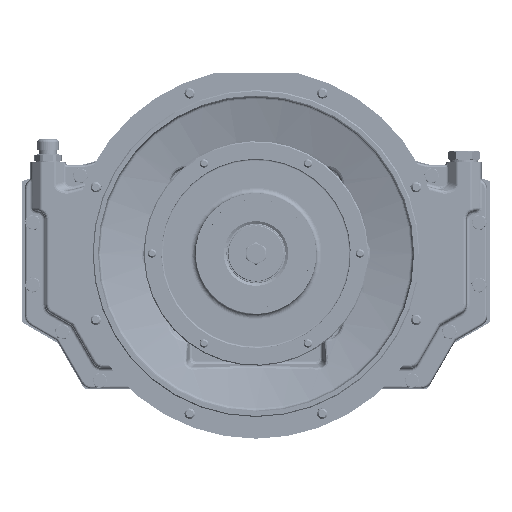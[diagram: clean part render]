
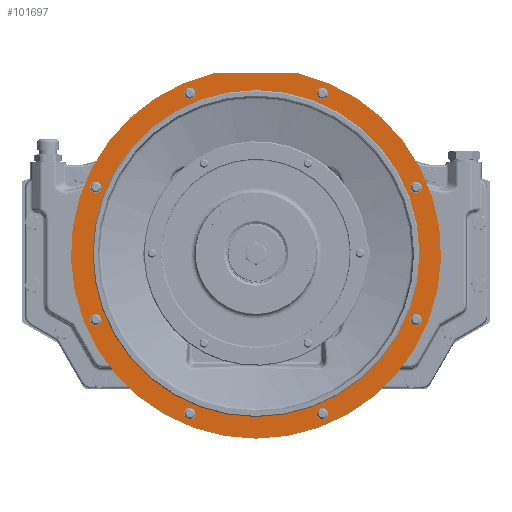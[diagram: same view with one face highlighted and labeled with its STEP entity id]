
A CAD part, top view. The second image highlights one B-rep face of the part: STEP entity #101697.
In plain terms, the highlighted planar face has unit normal (0, 0, 1).
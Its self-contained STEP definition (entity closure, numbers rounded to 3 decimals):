
#897 = ORIENTED_EDGE ( 'NONE', *, *, #92357, .F. ) ;
#1391 = ORIENTED_EDGE ( 'NONE', *, *, #194092, .F. ) ;
#1613 = AXIS2_PLACEMENT_3D ( 'NONE', #130222, #18054, #149033 ) ;
#2432 = VERTEX_POINT ( 'NONE', #242066 ) ;
#4520 = AXIS2_PLACEMENT_3D ( 'NONE', #82312, #212903, #101068 ) ;
#6274 = DIRECTION ( 'NONE',  ( -1., 0., 0. ) ) ;
#7481 = CARTESIAN_POINT ( 'NONE',  ( -148.497, -63.788, 0. ) ) ;
#7849 = CIRCLE ( 'NONE', #4520, 5.5 ) ;
#11799 = VECTOR ( 'NONE', #6274, 1000. ) ;
#15258 = AXIS2_PLACEMENT_3D ( 'NONE', #109294, #240017, #128077 ) ;
#17617 = LINE ( 'NONE', #80823, #11799 ) ;
#18021 = EDGE_LOOP ( 'NONE', ( #183519 ) ) ;
#18054 = DIRECTION ( 'NONE',  ( 0., 0., 1. ) ) ;
#20015 = ORIENTED_EDGE ( 'NONE', *, *, #108550, .F. ) ;
#20492 = CARTESIAN_POINT ( 'NONE',  ( 63.788, -153.997, 0. ) ) ;
#24170 = VERTEX_POINT ( 'NONE', #7481 ) ;
#25020 = FACE_BOUND ( 'NONE', #190585, .T. ) ;
#29913 = CARTESIAN_POINT ( 'NONE',  ( 153.997, 63.788, 0. ) ) ;
#30625 = EDGE_LOOP ( 'NONE', ( #134066 ) ) ;
#30878 = FACE_BOUND ( 'NONE', #155394, .T. ) ;
#31811 = ORIENTED_EDGE ( 'NONE', *, *, #157214, .T. ) ;
#35248 = CIRCLE ( 'NONE', #62142, 5.5 ) ;
#36280 = EDGE_LOOP ( 'NONE', ( #155559 ) ) ;
#37601 = CARTESIAN_POINT ( 'NONE',  ( 159.497, -63.788, 0. ) ) ;
#39329 = DIRECTION ( 'NONE',  ( 1., 0., 0. ) ) ;
#48788 = DIRECTION ( 'NONE',  ( 1., 0., 0. ) ) ;
#51702 = EDGE_CURVE ( 'NONE', #24170, #24170, #211472, .T. ) ;
#56016 = PLANE ( 'NONE',  #181309 ) ;
#58428 = CARTESIAN_POINT ( 'NONE',  ( 0., 0., 0. ) ) ;
#62142 = AXIS2_PLACEMENT_3D ( 'NONE', #207979, #96174, #226772 ) ;
#62793 = CIRCLE ( 'NONE', #101624, 5.5 ) ;
#63488 = EDGE_LOOP ( 'NONE', ( #1391 ) ) ;
#64166 = VERTEX_POINT ( 'NONE', #142195 ) ;
#64317 = CARTESIAN_POINT ( 'NONE',  ( 69.288, 153.997, 0. ) ) ;
#64850 = CARTESIAN_POINT ( 'NONE',  ( 40.983, 173.218, 0. ) ) ;
#66613 = CARTESIAN_POINT ( 'NONE',  ( -153.997, -63.788, 0. ) ) ;
#68151 = CIRCLE ( 'NONE', #183071, 157.16 ) ;
#68405 = ORIENTED_EDGE ( 'NONE', *, *, #99744, .F. ) ;
#68761 = CARTESIAN_POINT ( 'NONE',  ( 40.516, 173.3, 0. ) ) ;
#70761 = AXIS2_PLACEMENT_3D ( 'NONE', #216026, #104175, #234855 ) ;
#74919 = FACE_BOUND ( 'NONE', #222844, .T. ) ;
#75390 = CARTESIAN_POINT ( 'NONE',  ( -40.983, 173.218, 0. ) ) ;
#77272 = DIRECTION ( 'NONE',  ( 1., 0., 0. ) ) ;
#80760 = FACE_BOUND ( 'NONE', #18021, .T. ) ;
#80823 = CARTESIAN_POINT ( 'NONE',  ( -39.464, 173.3, 0. ) ) ;
#82039 = CARTESIAN_POINT ( 'NONE',  ( -153.997, 63.788, 0. ) ) ;
#82312 = CARTESIAN_POINT ( 'NONE',  ( -63.788, -153.997, 0. ) ) ;
#85039 = DIRECTION ( 'NONE',  ( 0., 0., 1. ) ) ;
#85483 = DIRECTION ( 'NONE',  ( 1., 0., 0. ) ) ;
#86447 = ORIENTED_EDGE ( 'NONE', *, *, #235515, .F. ) ;
#87576 = CARTESIAN_POINT ( 'NONE',  ( 40.278, 173.3, 0. ) ) ;
#88149 = VERTEX_POINT ( 'NONE', #131714 ) ;
#89292 = EDGE_CURVE ( 'NONE', #99853, #99853, #155060, .T. ) ;
#92357 = EDGE_CURVE ( 'NONE', #88149, #88149, #208072, .T. ) ;
#93121 = VERTEX_POINT ( 'NONE', #135529 ) ;
#94375 = EDGE_CURVE ( 'NONE', #124981, #195798, #199387, .T. ) ;
#96174 = DIRECTION ( 'NONE',  ( 0., 0., 1. ) ) ;
#99744 = EDGE_CURVE ( 'NONE', #2432, #227006, #209853, .T. ) ;
#99853 = VERTEX_POINT ( 'NONE', #37601 ) ;
#100787 = DIRECTION ( 'NONE',  ( 1., 0., 0. ) ) ;
#101068 = DIRECTION ( 'NONE',  ( 1., 0., 0. ) ) ;
#101624 = AXIS2_PLACEMENT_3D ( 'NONE', #82039, #212635, #100787 ) ;
#101697 = ADVANCED_FACE ( 'NONE', ( #223887, #80760, #30878, #130483, #174235, #124638, #74919, #25020, #218109, #168376 ), #56016, .T. ) ;
#104175 = DIRECTION ( 'NONE',  ( 0., 0., -1. ) ) ;
#106394 = CARTESIAN_POINT ( 'NONE',  ( 40.752, 173.272, 0. ) ) ;
#106699 = CARTESIAN_POINT ( 'NONE',  ( -40.752, 173.272, 0. ) ) ;
#108550 = EDGE_CURVE ( 'NONE', #227006, #124981, #232458, .T. ) ;
#109294 = CARTESIAN_POINT ( 'NONE',  ( 153.997, -63.788, 0. ) ) ;
#110423 = ORIENTED_EDGE ( 'NONE', *, *, #94375, .F. ) ;
#112521 = ORIENTED_EDGE ( 'NONE', *, *, #147063, .F. ) ;
#124638 = FACE_BOUND ( 'NONE', #30625, .T. ) ;
#124981 = VERTEX_POINT ( 'NONE', #75390 ) ;
#128077 = DIRECTION ( 'NONE',  ( 1., 0., 0. ) ) ;
#130222 = CARTESIAN_POINT ( 'NONE',  ( 63.788, 153.997, 0. ) ) ;
#130483 = FACE_BOUND ( 'NONE', #36280, .T. ) ;
#130988 = CARTESIAN_POINT ( 'NONE',  ( -40.278, 173.3, 0. ) ) ;
#131714 = CARTESIAN_POINT ( 'NONE',  ( 159.497, 63.788, 0. ) ) ;
#134066 = ORIENTED_EDGE ( 'NONE', *, *, #182533, .F. ) ;
#135529 = CARTESIAN_POINT ( 'NONE',  ( 69.288, -153.997, 0. ) ) ;
#140563 = CARTESIAN_POINT ( 'NONE',  ( -58.288, -153.997, 0. ) ) ;
#142195 = CARTESIAN_POINT ( 'NONE',  ( -148.497, 63.788, 0. ) ) ;
#143294 = VERTEX_POINT ( 'NONE', #140563 ) ;
#147063 = EDGE_CURVE ( 'NONE', #143294, #143294, #7849, .T. ) ;
#149033 = DIRECTION ( 'NONE',  ( 1., 0., 0. ) ) ;
#151442 = DIRECTION ( 'NONE',  ( 0., 0., 1. ) ) ;
#152396 = EDGE_CURVE ( 'NONE', #64166, #64166, #62793, .T. ) ;
#154620 = ORIENTED_EDGE ( 'NONE', *, *, #89292, .F. ) ;
#155060 = CIRCLE ( 'NONE', #15258, 5.5 ) ;
#155394 = EDGE_LOOP ( 'NONE', ( #200694 ) ) ;
#155559 = ORIENTED_EDGE ( 'NONE', *, *, #51702, .F. ) ;
#157214 = EDGE_CURVE ( 'NONE', #2432, #195798, #17617, .T. ) ;
#160808 = DIRECTION ( 'NONE',  ( 0., 0., 1. ) ) ;
#163192 = VERTEX_POINT ( 'NONE', #230203 ) ;
#167448 = AXIS2_PLACEMENT_3D ( 'NONE', #20492, #151442, #39329 ) ;
#168376 = FACE_BOUND ( 'NONE', #202727, .T. ) ;
#171847 = VERTEX_POINT ( 'NONE', #64317 ) ;
#174235 = FACE_BOUND ( 'NONE', #236749, .T. ) ;
#180174 = CARTESIAN_POINT ( 'NONE',  ( -40.983, 173.218, 0. ) ) ;
#181309 = AXIS2_PLACEMENT_3D ( 'NONE', #58428, #189160, #77272 ) ;
#182533 = EDGE_CURVE ( 'NONE', #93121, #93121, #240622, .T. ) ;
#183071 = AXIS2_PLACEMENT_3D ( 'NONE', #196841, #85039, #215652 ) ;
#183519 = ORIENTED_EDGE ( 'NONE', *, *, #187008, .F. ) ;
#187008 = EDGE_CURVE ( 'NONE', #163192, #163192, #35248, .T. ) ;
#189160 = DIRECTION ( 'NONE',  ( 0., 0., 1. ) ) ;
#190585 = EDGE_LOOP ( 'NONE', ( #897 ) ) ;
#194092 = EDGE_CURVE ( 'NONE', #171847, #171847, #233808, .T. ) ;
#194571 = AXIS2_PLACEMENT_3D ( 'NONE', #29913, #160808, #48788 ) ;
#195798 = VERTEX_POINT ( 'NONE', #130988 ) ;
#196841 = CARTESIAN_POINT ( 'NONE',  ( 0., 0., 0. ) ) ;
#197267 = DIRECTION ( 'NONE',  ( 0., 0., 1. ) ) ;
#197571 = VERTEX_POINT ( 'NONE', #225091 ) ;
#199387 = B_SPLINE_CURVE_WITH_KNOTS ( 'NONE', 3,
 ( #180174, #106699, #218571, #237421 ),
 .UNSPECIFIED., .F., .F.,
 ( 4, 4 ),
 ( 0., 0.001 ),
 .UNSPECIFIED. ) ;
#200694 = ORIENTED_EDGE ( 'NONE', *, *, #152396, .F. ) ;
#202727 = EDGE_LOOP ( 'NONE', ( #86447 ) ) ;
#207979 = CARTESIAN_POINT ( 'NONE',  ( -63.788, 153.997, 0. ) ) ;
#208072 = CIRCLE ( 'NONE', #194571, 5.5 ) ;
#209014 = AXIS2_PLACEMENT_3D ( 'NONE', #66613, #197267, #85483 ) ;
#209853 = B_SPLINE_CURVE_WITH_KNOTS ( 'NONE', 3,
 ( #87576, #68761, #106394, #237077 ),
 .UNSPECIFIED., .F., .F.,
 ( 4, 4 ),
 ( 0., 0.001 ),
 .UNSPECIFIED. ) ;
#211472 = CIRCLE ( 'NONE', #209014, 5.5 ) ;
#212635 = DIRECTION ( 'NONE',  ( 0., 0., 1. ) ) ;
#212903 = DIRECTION ( 'NONE',  ( 0., 0., 1. ) ) ;
#215652 = DIRECTION ( 'NONE',  ( 1., 0., 0. ) ) ;
#216026 = CARTESIAN_POINT ( 'NONE',  ( 0., 0., 0. ) ) ;
#218109 = FACE_OUTER_BOUND ( 'NONE', #227207, .T. ) ;
#218571 = CARTESIAN_POINT ( 'NONE',  ( -40.516, 173.3, 0. ) ) ;
#222844 = EDGE_LOOP ( 'NONE', ( #154620 ) ) ;
#223887 = FACE_BOUND ( 'NONE', #63488, .T. ) ;
#225091 = CARTESIAN_POINT ( 'NONE',  ( 157.16, 0., 0. ) ) ;
#226772 = DIRECTION ( 'NONE',  ( 1., 0., 0. ) ) ;
#227006 = VERTEX_POINT ( 'NONE', #64850 ) ;
#227207 = EDGE_LOOP ( 'NONE', ( #31811, #110423, #20015, #68405 ) ) ;
#230203 = CARTESIAN_POINT ( 'NONE',  ( -58.288, 153.997, 0. ) ) ;
#232458 = CIRCLE ( 'NONE', #70761, 178. ) ;
#233808 = CIRCLE ( 'NONE', #1613, 5.5 ) ;
#234855 = DIRECTION ( 'NONE',  ( 1., 0., 0. ) ) ;
#235515 = EDGE_CURVE ( 'NONE', #197571, #197571, #68151, .T. ) ;
#236749 = EDGE_LOOP ( 'NONE', ( #112521 ) ) ;
#237077 = CARTESIAN_POINT ( 'NONE',  ( 40.983, 173.218, 0. ) ) ;
#237421 = CARTESIAN_POINT ( 'NONE',  ( -40.278, 173.3, 0. ) ) ;
#240017 = DIRECTION ( 'NONE',  ( 0., 0., 1. ) ) ;
#240622 = CIRCLE ( 'NONE', #167448, 5.5 ) ;
#242066 = CARTESIAN_POINT ( 'NONE',  ( 40.278, 173.3, 0. ) ) ;
